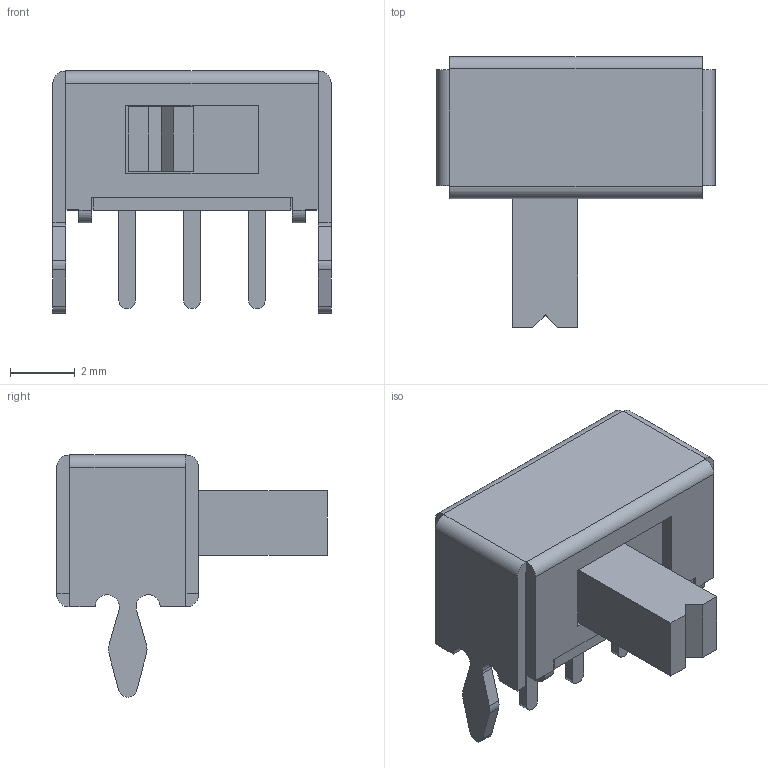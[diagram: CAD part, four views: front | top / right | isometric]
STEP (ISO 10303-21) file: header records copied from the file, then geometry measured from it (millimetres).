
FILE_DESCRIPTION(('FreeCAD Model'),'2;1');
FILE_NAME('User Library-CK_Slide.step', '2019-09-09T21:49:33',('kicad StepUp'),('ksu MCAD'), 'Open CASCADE STEP processor 7.3','FreeCAD','Unknown');
FILE_SCHEMA(('AUTOMOTIVE_DESIGN { 1 0 10303 214 1 1 1 1 }'));
Length unit declared in the file: millimetre
Products named in the file (1): User_Library-CK_Slide
Bounding box: 8.61 x 8.37 x 7.49 mm (x, y, z)
Volume: 98.2 mm3; surface area: 426 mm2
Topology: 1 solids, 1 shells, 143 faces, 431 edges, 286 vertices
Faces by surface type: plane 103, cylinder 40
Entity records: 5849 total; most frequent: ORIENTED_EDGE 862, CARTESIAN_POINT 861, DIRECTION 799, EDGE_CURVE 431, LINE 351, VECTOR 351, VERTEX_POINT 286, AXIS2_PLACEMENT_3D 224
